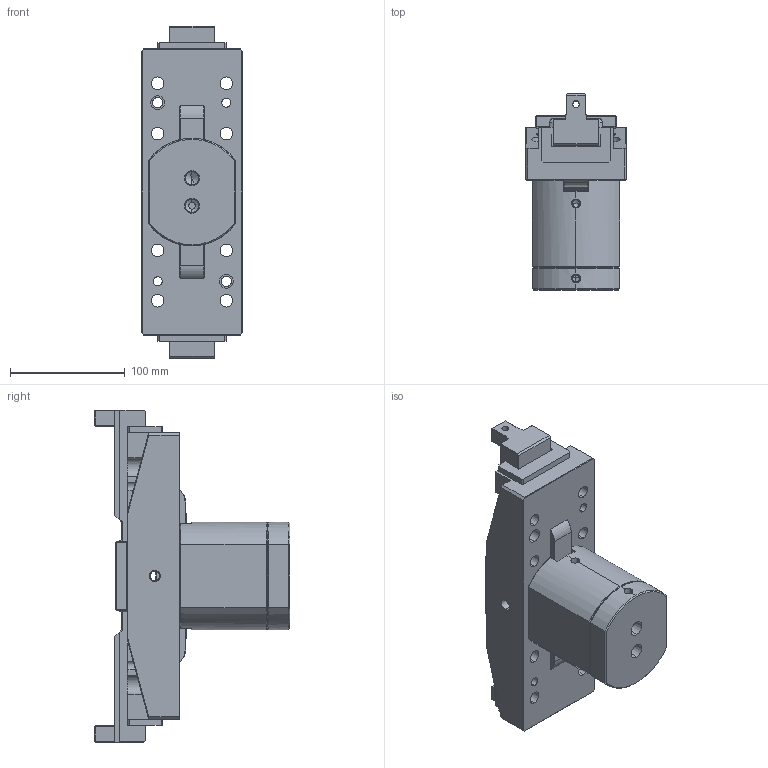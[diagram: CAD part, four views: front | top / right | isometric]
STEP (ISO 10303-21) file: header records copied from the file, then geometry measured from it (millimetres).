
FILE_DESCRIPTION (( 'STEP AP214' ), '1' );
FILE_NAME ('CP-30A外觀參考.STEP', '2011-08-10T08:17:51', ( 'user' ), ( '' ), 'SwSTEP 2.0', 'SolidWorks 2011', '' );
FILE_SCHEMA (( 'AUTOMOTIVE_DESIGN' ));
Length unit declared in the file: millimetre
Products named in the file (8): CP-30後蓋簡易; CP-30缸體簡易; M5x12; CP-30防塵蓋用橡膠; CP-30防塵蓋; CP-30A主爪簡易; CP-30A本體簡易; CP-30A外觀參考
Assembly tree (12 placements, depth 2):
  CP-30A外觀參考
    CP-30後蓋簡易
    M5x12  x4
    CP-30防塵蓋用橡膠  x2
    CP-30A主爪簡易  x2
    CP-30缸體簡易
    CP-30防塵蓋
    CP-30A本體簡易
Bounding box: 88 x 171 x 289.94 mm (x, y, z)
Volume: 1561623.8 mm3; surface area: 226268.7 mm2
Topology: 12 solids, 12 shells, 699 faces, 1766 edges, 1085 vertices
Faces by surface type: plane 394, cylinder 180, cone 119, torus 6
Entity records: 17099 total; most frequent: CARTESIAN_POINT 3665, DIRECTION 2751, ORIENTED_EDGE 2728, EDGE_CURVE 1364, AXIS2_PLACEMENT_3D 964, VERTEX_POINT 862, VECTOR 823, LINE 823
